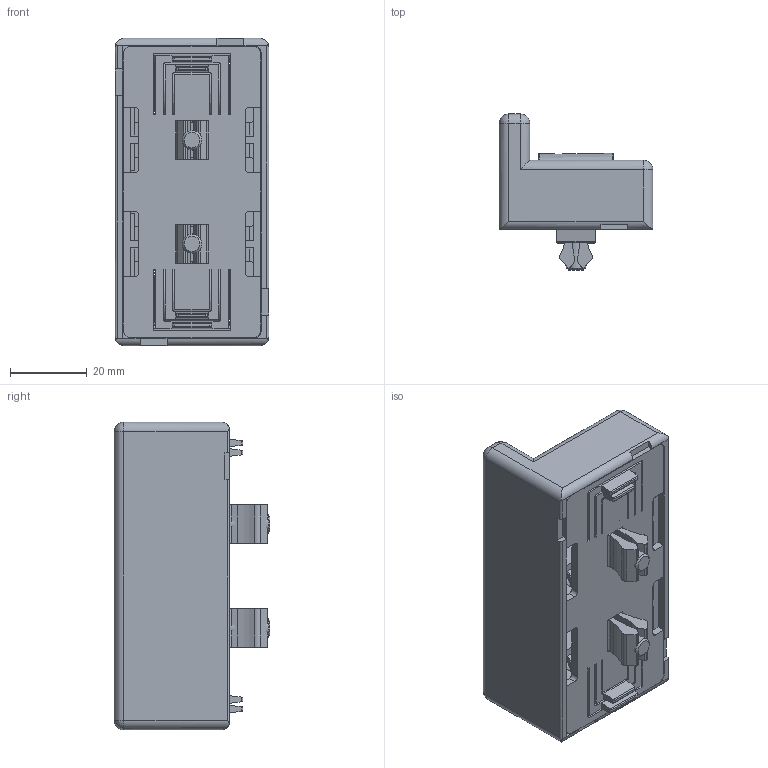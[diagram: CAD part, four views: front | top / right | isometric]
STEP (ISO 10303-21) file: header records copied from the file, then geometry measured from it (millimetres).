
FILE_DESCRIPTION(/* description */ ('STEP AP214'),/* implementation_level */ '2;1');
FILE_NAME(/* name */ '09309304',/* time_stamp */ '2022-08-25T12:13:38+02:00',/* author */ ('License CC BY-ND 4.0'),/* organization */ ('CADENAS'),/* preprocessor_version */ 'ST-DEVELOPER v18.102',/* originating_system */ 'PARTsolutions',/* authorisation */ ' ');
FILE_SCHEMA (('AUTOMOTIVE_DESIGN {1 0 10303 214 3 1 1}'));
Length unit declared in the file: millimetre
Products named in the file (5): 09309304; 09309304_roller; 09309304_screw; 09309304_up_cas; 09309304_do_cas
Assembly tree (7 placements, depth 2):
  09309304
    09309304_roller  x3
    09309304_screw  x2
    09309304_up_cas
    09309304_do_cas
Bounding box: 40 x 40.5 x 80 mm (x, y, z)
Volume: 42423.8 mm3; surface area: 40608 mm2
Topology: 7 solids, 7 shells, 735 faces, 2062 edges, 1325 vertices
Faces by surface type: plane 478, cylinder 171, torus 56, cone 21, sphere 9
Full cylindrical faces by diameter (mm): 4.4 x2, 4.7 x6, 5 x2, 5.2 x2, 8.5 x4
Entity records: 18801 total; most frequent: CARTESIAN_POINT 3549, ORIENTED_EDGE 3240, DIRECTION 3013, EDGE_CURVE 1620, LINE 1225, VECTOR 1225, VERTEX_POINT 1058, AXIS2_PLACEMENT_3D 894
